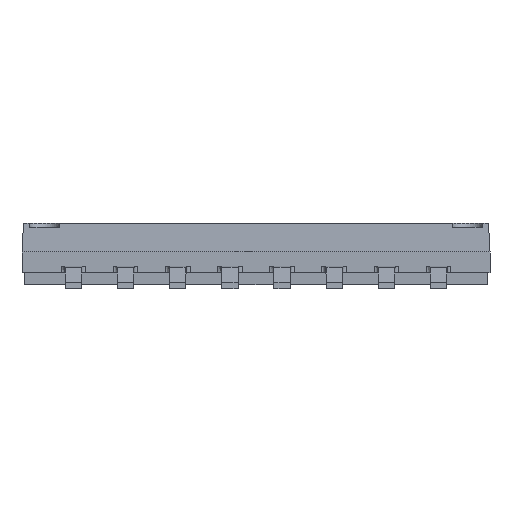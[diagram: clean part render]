
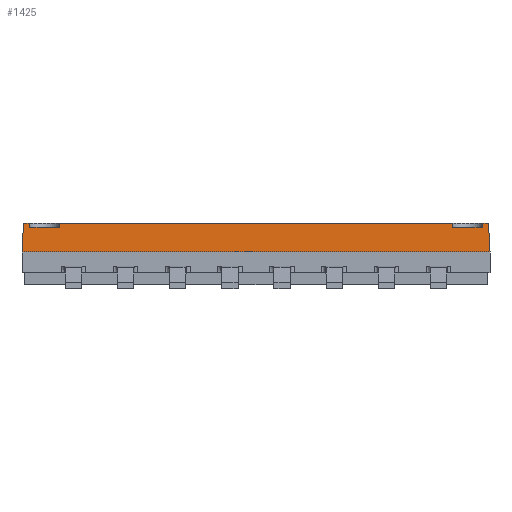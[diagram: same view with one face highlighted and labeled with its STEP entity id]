
A CAD part, front view. The second image highlights one B-rep face of the part: STEP entity #1425.
In plain terms, the highlighted planar face has unit normal (0, -0.999, 0.052).
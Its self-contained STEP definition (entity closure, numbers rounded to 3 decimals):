
#1425=ADVANCED_FACE('',(#4138),#4140,.T.);
#4138=FACE_BOUND('',#4139,.T.);
#4139=EDGE_LOOP('',(#6226,#6227,#6228,#6229,#6230,#6231,#6232,#6233,#6234,#6235,
#6236,#6237));
#4140=PLANE('',#4141);
#4141=AXIS2_PLACEMENT_3D('',#4142,#4143,#4144);
#4142=CARTESIAN_POINT('',(-5.695,-2.25,0.9));
#4143=DIRECTION('',(0.,-0.999,0.052));
#4144=DIRECTION('',(1.,0.,0.));
#6226=ORIENTED_EDGE('',*,*,#7605,.T.);
#6227=ORIENTED_EDGE('',*,*,#7296,.F.);
#6228=ORIENTED_EDGE('',*,*,#7606,.F.);
#6229=ORIENTED_EDGE('',*,*,#7607,.T.);
#6230=ORIENTED_EDGE('',*,*,#7608,.T.);
#6231=ORIENTED_EDGE('',*,*,#7284,.F.);
#6232=ORIENTED_EDGE('',*,*,#7609,.T.);
#6233=ORIENTED_EDGE('',*,*,#7610,.T.);
#6234=ORIENTED_EDGE('',*,*,#7611,.T.);
#6235=ORIENTED_EDGE('',*,*,#7280,.F.);
#6236=ORIENTED_EDGE('',*,*,#7604,.T.);
#6237=ORIENTED_EDGE('',*,*,#7612,.T.);
#7280=EDGE_CURVE('',#8101,#8103,#8104,.T.);
#7284=EDGE_CURVE('',#8109,#8111,#8112,.T.);
#7296=EDGE_CURVE('',#8133,#8135,#8136,.T.);
#7604=EDGE_CURVE('',#8101,#8660,#8662,.F.);
#7605=EDGE_CURVE('',#8663,#8135,#8664,.F.);
#7606=EDGE_CURVE('',#8665,#8133,#8666,.T.);
#7607=EDGE_CURVE('',#8665,#8667,#8668,.T.);
#7608=EDGE_CURVE('',#8667,#8111,#8669,.T.);
#7609=EDGE_CURVE('',#8109,#8670,#8671,.F.);
#7610=EDGE_CURVE('',#8670,#8672,#8673,.T.);
#7611=EDGE_CURVE('',#8672,#8103,#8674,.F.);
#7612=EDGE_CURVE('',#8660,#8663,#8675,.T.);
#8101=VERTEX_POINT('',#9553);
#8103=VERTEX_POINT('',#9557);
#8104=LINE('',#9558,#9559);
#8109=VERTEX_POINT('',#9570);
#8111=VERTEX_POINT('',#9574);
#8112=LINE('',#9575,#9576);
#8133=VERTEX_POINT('',#9620);
#8135=VERTEX_POINT('',#9624);
#8136=LINE('',#9625,#9626);
#8660=VERTEX_POINT('',#10852);
#8662=LINE('',#10856,#10857);
#8663=VERTEX_POINT('',#10859);
#8664=LINE('',#10860,#10861);
#8665=VERTEX_POINT('',#10863);
#8666=LINE('',#10864,#10865);
#8667=VERTEX_POINT('',#10867);
#8668=LINE('',#10868,#10869);
#8669=LINE('',#10871,#10872);
#8670=VERTEX_POINT('',#10874);
#8671=LINE('',#10875,#10876);
#8672=VERTEX_POINT('',#10878);
#8673=LINE('',#10879,#10880);
#8674=LINE('',#10882,#10883);
#8675=LINE('',#10885,#10886);
#9553=CARTESIAN_POINT('',(-4.77,-2.213,1.6));
#9557=CARTESIAN_POINT('',(4.77,-2.213,1.6));
#9558=CARTESIAN_POINT('',(-4.77,-2.213,1.6));
#9559=VECTOR('',#9560,1.);
#9560=DIRECTION('',(1.,0.,0.));
#9570=CARTESIAN_POINT('',(5.52,-2.213,1.6));
#9574=CARTESIAN_POINT('',(5.658,-2.213,1.6));
#9575=CARTESIAN_POINT('',(5.52,-2.213,1.6));
#9576=VECTOR('',#9577,1.);
#9577=DIRECTION('',(1.,0.,0.));
#9620=CARTESIAN_POINT('',(-5.658,-2.213,1.6));
#9624=CARTESIAN_POINT('',(-5.52,-2.213,1.6));
#9625=CARTESIAN_POINT('',(-5.658,-2.213,1.6));
#9626=VECTOR('',#9627,1.);
#9627=DIRECTION('',(1.,0.,0.));
#10852=CARTESIAN_POINT('',(-4.788,-2.219,1.5));
#10856=CARTESIAN_POINT('',(-4.788,-2.219,1.5));
#10857=VECTOR('',#10858,1.);
#10858=DIRECTION('',(0.173,0.052,0.983));
#10859=CARTESIAN_POINT('',(-5.502,-2.219,1.5));
#10860=CARTESIAN_POINT('',(-5.52,-2.213,1.6));
#10861=VECTOR('',#10862,1.);
#10862=DIRECTION('',(0.173,-0.052,-0.983));
#10863=CARTESIAN_POINT('',(-5.695,-2.25,0.9));
#10864=CARTESIAN_POINT('',(-5.695,-2.25,0.9));
#10865=VECTOR('',#10866,1.);
#10866=DIRECTION('',(0.052,0.052,0.997));
#10867=CARTESIAN_POINT('',(5.695,-2.25,0.9));
#10868=CARTESIAN_POINT('',(-5.695,-2.25,0.9));
#10869=VECTOR('',#10870,1.);
#10870=DIRECTION('',(1.,0.,0.));
#10871=CARTESIAN_POINT('',(5.695,-2.25,0.9));
#10872=VECTOR('',#10873,1.);
#10873=DIRECTION('',(-0.052,0.052,0.997));
#10874=CARTESIAN_POINT('',(5.502,-2.219,1.5));
#10875=CARTESIAN_POINT('',(5.502,-2.219,1.5));
#10876=VECTOR('',#10877,1.);
#10877=DIRECTION('',(0.173,0.052,0.983));
#10878=CARTESIAN_POINT('',(4.788,-2.219,1.5));
#10879=CARTESIAN_POINT('',(5.502,-2.219,1.5));
#10880=VECTOR('',#10881,1.);
#10881=DIRECTION('',(-1.,0.,0.));
#10882=CARTESIAN_POINT('',(4.77,-2.213,1.6));
#10883=VECTOR('',#10884,1.);
#10884=DIRECTION('',(0.173,-0.052,-0.983));
#10885=CARTESIAN_POINT('',(-4.788,-2.219,1.5));
#10886=VECTOR('',#10887,1.);
#10887=DIRECTION('',(-1.,0.,0.));
